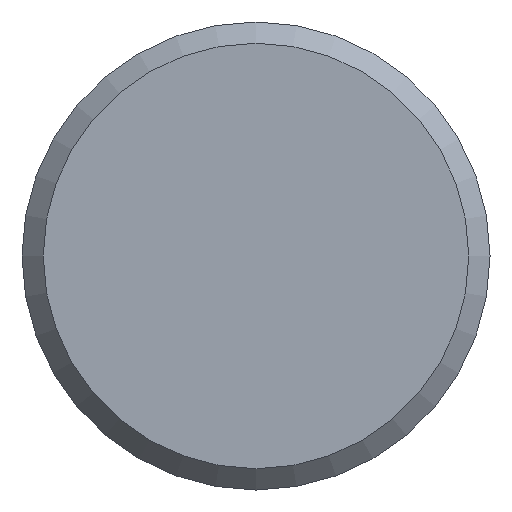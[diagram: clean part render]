
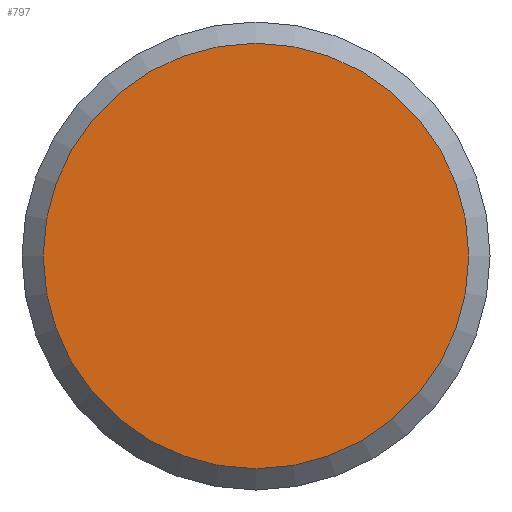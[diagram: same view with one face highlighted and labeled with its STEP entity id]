
A CAD part, front view. The second image highlights one B-rep face of the part: STEP entity #797.
In plain terms, the highlighted planar face has unit normal (0, -1, 0).
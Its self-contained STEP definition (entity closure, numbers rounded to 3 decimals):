
#41=PLANE('',#889);
#90=FACE_OUTER_BOUND('',#141,.T.);
#141=EDGE_LOOP('',(#603));
#306=CIRCLE('',#890,10.);
#377=VERTEX_POINT('',#1335);
#464=EDGE_CURVE('',#377,#377,#306,.T.);
#603=ORIENTED_EDGE('',*,*,#464,.T.);
#797=ADVANCED_FACE('',(#90),#41,.T.);
#889=AXIS2_PLACEMENT_3D('',#1334,#1060,#1061);
#890=AXIS2_PLACEMENT_3D('',#1336,#1062,#1063);
#1060=DIRECTION('center_axis',(0.,-1.,0.));
#1061=DIRECTION('ref_axis',(0.,0.,-1.));
#1062=DIRECTION('center_axis',(0.,-1.,0.));
#1063=DIRECTION('ref_axis',(1.,0.,0.));
#1334=CARTESIAN_POINT('Origin',(5.,0.,0.));
#1335=CARTESIAN_POINT('',(-10.,0.,0.));
#1336=CARTESIAN_POINT('Origin',(0.,0.,
0.));
